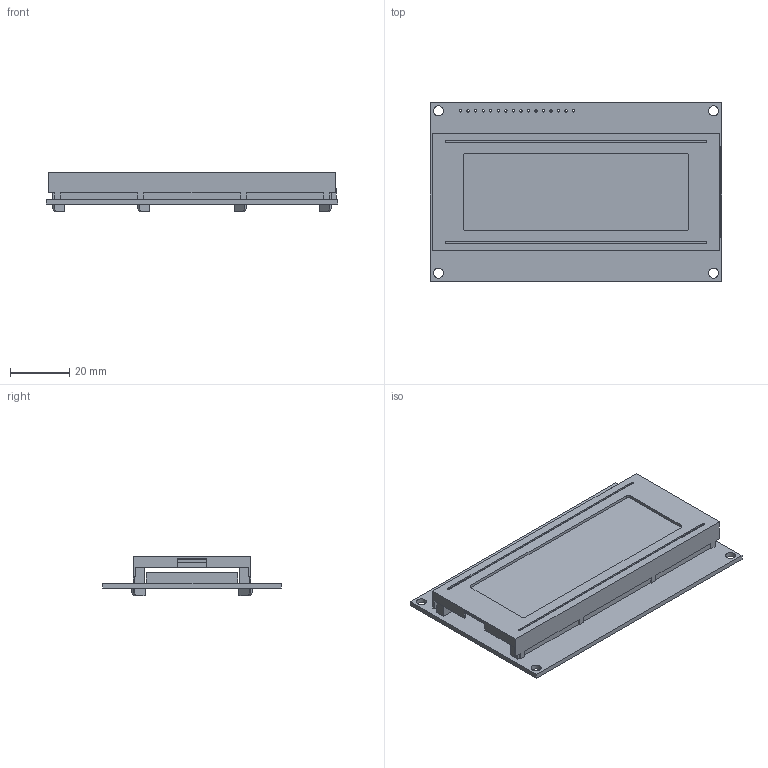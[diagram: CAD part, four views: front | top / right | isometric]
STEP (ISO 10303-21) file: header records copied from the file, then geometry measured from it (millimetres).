
FILE_DESCRIPTION(('FreeCAD Model'),'2;1');
FILE_NAME('lcd-4x20-backlight.step','2015-01-02T19:16:41',('FreeCAD'),( 'FreeCAD'),'Open CASCADE STEP processor 6.7','FreeCAD','Unknown');
FILE_SCHEMA(('AUTOMOTIVE_DESIGN_CC2 { 1 2 10303 214 -1 1 5 4 }'));
Length unit declared in the file: millimetre
Products named in the file (1): lcd-4x20-backlight
Bounding box: 98.2 x 60.1 x 13.4 mm (x, y, z)
Volume: 30212 mm3; surface area: 35449 mm2
Topology: 14 solids, 14 shells, 176 faces, 438 edges, 292 vertices
Faces by surface type: plane 148, cylinder 28
Full cylindrical faces by diameter (mm): 0.8 x16, 3.4 x4
Entity records: 12049 total; most frequent: CARTESIAN_POINT 1983, DIRECTION 1564, LINE 1050, VECTOR 1050, ORIENTED_EDGE 876, PCURVE 876, DEFINITIONAL_REPRESENTATION 876, EDGE_CURVE 438
